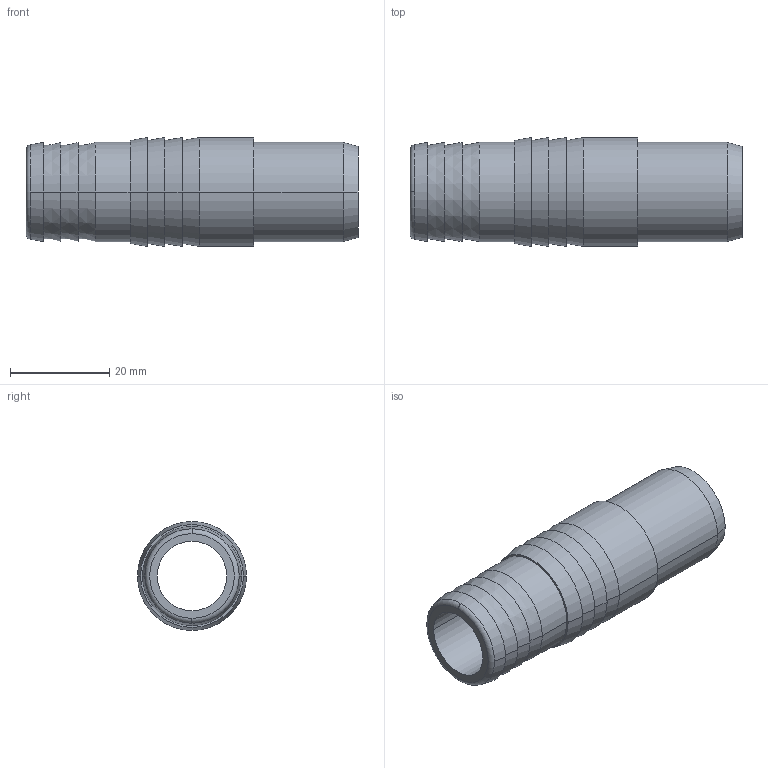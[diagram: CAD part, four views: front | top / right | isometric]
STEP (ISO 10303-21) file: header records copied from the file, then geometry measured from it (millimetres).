
FILE_DESCRIPTION(('STEP AP214'),'1');
FILE_NAME('aim020022020.stp','2017-08-02T10:41:45',('TraceParts'),('TraceParts S.A.'),'Spatial InterOp 3D',' ',' ');
FILE_SCHEMA(('automotive_design'));
Length unit declared in the file: millimetre
Products named in the file (1): aim020022020
Bounding box: 67 x 22 x 22 mm (x, y, z)
Volume: 11743.4 mm3; surface area: 7830.8 mm2
Topology: 1 solids, 1 shells, 38 faces, 79 edges, 51 vertices
Faces by surface type: cone 18, plane 10, cylinder 8, torus 2
Entity records: 1368 total; most frequent: DIRECTION 210, CARTESIAN_POINT 169, ORIENTED_EDGE 158, AXIS2_PLACEMENT_3D 92, EDGE_CURVE 79, CIRCLE 53, VERTEX_POINT 51, EDGE_LOOP 48
